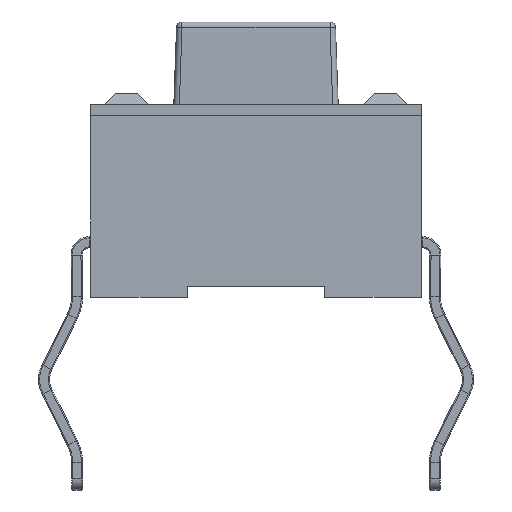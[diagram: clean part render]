
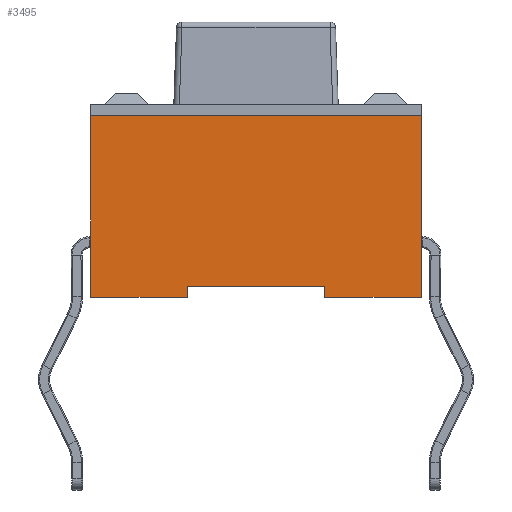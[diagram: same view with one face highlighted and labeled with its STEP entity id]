
A CAD part, front view. The second image highlights one B-rep face of the part: STEP entity #3495.
In plain terms, the highlighted planar face has unit normal (0, -1, 0).
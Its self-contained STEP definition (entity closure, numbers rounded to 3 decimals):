
#181 = VECTOR ( 'NONE', #17106, 1000. ) ;
#395 = LINE ( 'NONE', #2058, #18867 ) ;
#897 = ORIENTED_EDGE ( 'NONE', *, *, #14606, .F. ) ;
#997 = VERTEX_POINT ( 'NONE', #13258 ) ;
#1381 = VECTOR ( 'NONE', #13450, 1000. ) ;
#2058 = CARTESIAN_POINT ( 'NONE',  ( 1.25, -1.75, 0.2 ) ) ;
#2176 = DIRECTION ( 'NONE',  ( 0., 0., -1. ) ) ;
#2295 = ORIENTED_EDGE ( 'NONE', *, *, #20364, .F. ) ;
#2410 = EDGE_CURVE ( 'NONE', #18558, #8865, #22802, .T. ) ;
#3158 = ORIENTED_EDGE ( 'NONE', *, *, #8666, .F. ) ;
#3314 = EDGE_CURVE ( 'NONE', #997, #20247, #11797, .T. ) ;
#3495 = ADVANCED_FACE ( 'NONE', ( #17434 ), #12121, .F. ) ;
#3499 = CARTESIAN_POINT ( 'NONE',  ( -3., -1.75, 3.3 ) ) ;
#3541 = LINE ( 'NONE', #17838, #7334 ) ;
#3689 = DIRECTION ( 'NONE',  ( 0., 0., -1. ) ) ;
#4158 = DIRECTION ( 'NONE',  ( 0., 0., -1. ) ) ;
#4407 = LINE ( 'NONE', #9848, #16642 ) ;
#4701 = CARTESIAN_POINT ( 'NONE',  ( -3., -1.75, 0. ) ) ;
#4706 = VECTOR ( 'NONE', #4158, 1000. ) ;
#4900 = EDGE_LOOP ( 'NONE', ( #14745, #2295, #7612, #6996, #6318, #897, #3158, #11236 ) ) ;
#5024 = EDGE_CURVE ( 'NONE', #19523, #6735, #10900, .T. ) ;
#5685 = LINE ( 'NONE', #9228, #22090 ) ;
#6318 = ORIENTED_EDGE ( 'NONE', *, *, #2410, .T. ) ;
#6371 = VERTEX_POINT ( 'NONE', #13464 ) ;
#6735 = VERTEX_POINT ( 'NONE', #7007 ) ;
#6996 = ORIENTED_EDGE ( 'NONE', *, *, #11394, .T. ) ;
#7007 = CARTESIAN_POINT ( 'NONE',  ( -1.25, -1.75, 0.2 ) ) ;
#7229 = CARTESIAN_POINT ( 'NONE',  ( -1.25, -1.75, 0.2 ) ) ;
#7334 = VECTOR ( 'NONE', #18495, 1000. ) ;
#7612 = ORIENTED_EDGE ( 'NONE', *, *, #5024, .F. ) ;
#8666 = EDGE_CURVE ( 'NONE', #6371, #14682, #3541, .T. ) ;
#8783 = CARTESIAN_POINT ( 'NONE',  ( 3., -1.75, 0. ) ) ;
#8865 = VERTEX_POINT ( 'NONE', #8783 ) ;
#9113 = CARTESIAN_POINT ( 'NONE',  ( -1.25, -1.75, 0.2 ) ) ;
#9228 = CARTESIAN_POINT ( 'NONE',  ( -3., -1.75, 3.3 ) ) ;
#9848 = CARTESIAN_POINT ( 'NONE',  ( 3., -1.75, 3.3 ) ) ;
#10900 = LINE ( 'NONE', #9113, #22432 ) ;
#11236 = ORIENTED_EDGE ( 'NONE', *, *, #12451, .T. ) ;
#11394 = EDGE_CURVE ( 'NONE', #19523, #18558, #395, .T. ) ;
#11797 = LINE ( 'NONE', #15091, #1381 ) ;
#12121 = PLANE ( 'NONE',  #19388 ) ;
#12451 = EDGE_CURVE ( 'NONE', #6371, #997, #5685, .T. ) ;
#13258 = CARTESIAN_POINT ( 'NONE',  ( -3., -1.75, 0. ) ) ;
#13275 = CARTESIAN_POINT ( 'NONE',  ( -1.25, -1.75, 0. ) ) ;
#13450 = DIRECTION ( 'NONE',  ( 1., 0., 0. ) ) ;
#13464 = CARTESIAN_POINT ( 'NONE',  ( -3., -1.75, 3.3 ) ) ;
#14606 = EDGE_CURVE ( 'NONE', #14682, #8865, #4407, .T. ) ;
#14682 = VERTEX_POINT ( 'NONE', #15983 ) ;
#14745 = ORIENTED_EDGE ( 'NONE', *, *, #3314, .T. ) ;
#14780 = LINE ( 'NONE', #7229, #4706 ) ;
#15091 = CARTESIAN_POINT ( 'NONE',  ( -3., -1.75, 0. ) ) ;
#15667 = DIRECTION ( 'NONE',  ( -1., 0., 0. ) ) ;
#15983 = CARTESIAN_POINT ( 'NONE',  ( 3., -1.75, 3.3 ) ) ;
#16335 = DIRECTION ( 'NONE',  ( -1., 0., 0. ) ) ;
#16642 = VECTOR ( 'NONE', #17528, 1000. ) ;
#17106 = DIRECTION ( 'NONE',  ( 1., 0., 0. ) ) ;
#17420 = CARTESIAN_POINT ( 'NONE',  ( 1.25, -1.75, 0. ) ) ;
#17434 = FACE_OUTER_BOUND ( 'NONE', #4900, .T. ) ;
#17528 = DIRECTION ( 'NONE',  ( 0., 0., -1. ) ) ;
#17838 = CARTESIAN_POINT ( 'NONE',  ( -3., -1.75, 3.3 ) ) ;
#18495 = DIRECTION ( 'NONE',  ( 1., 0., 0. ) ) ;
#18558 = VERTEX_POINT ( 'NONE', #17420 ) ;
#18867 = VECTOR ( 'NONE', #2176, 1000. ) ;
#19388 = AXIS2_PLACEMENT_3D ( 'NONE', #3499, #19464, #15667 ) ;
#19464 = DIRECTION ( 'NONE',  ( 0., 1., 0. ) ) ;
#19523 = VERTEX_POINT ( 'NONE', #22267 ) ;
#20247 = VERTEX_POINT ( 'NONE', #13275 ) ;
#20364 = EDGE_CURVE ( 'NONE', #6735, #20247, #14780, .T. ) ;
#22090 = VECTOR ( 'NONE', #3689, 1000. ) ;
#22267 = CARTESIAN_POINT ( 'NONE',  ( 1.25, -1.75, 0.2 ) ) ;
#22432 = VECTOR ( 'NONE', #16335, 1000. ) ;
#22802 = LINE ( 'NONE', #4701, #181 ) ;
